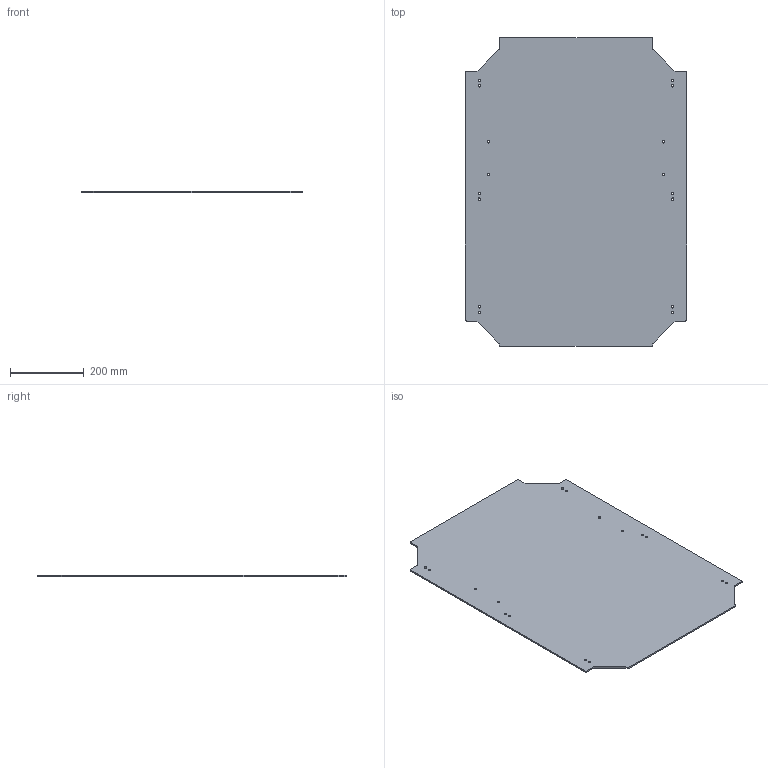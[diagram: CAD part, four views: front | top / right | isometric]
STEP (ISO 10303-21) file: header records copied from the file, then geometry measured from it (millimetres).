
FILE_DESCRIPTION(/* description */ (''),/* implementation_level */ '2;1');
FILE_NAME(/* name */ 'panel_vc32h_door_400_V01_20250804.step',/* time_stamp */ '2025-08-04T16:32:13+01:00',/* author */ (''),/* organization */ (''),/* preprocessor_version */ 'ST-DEVELOPER v20.1',/* originating_system */ 'Autodesk Translation Framework v14.10.0.0',/* authorisation */ '');
FILE_SCHEMA (('AUTOMOTIVE_DESIGN { 1 0 10303 214 3 1 1 }','INTEGRATED_CNC_SCHEMA'));
Length unit declared in the file: millimetre
Products named in the file (1): panel_vc32h_door_400
Bounding box: 600 x 836.5 x 4 mm (x, y, z)
Volume: 1918281.8 mm3; surface area: 971359.1 mm2
Topology: 1 solids, 1 shells, 50 faces, 144 edges, 96 vertices
Faces by surface type: cylinder 32, plane 18
Full cylindrical faces by diameter (mm): 6.6 x16
Entity records: 1776 total; most frequent: DIRECTION 310, CARTESIAN_POINT 291, ORIENTED_EDGE 288, EDGE_CURVE 144, AXIS2_PLACEMENT_3D 115, VERTEX_POINT 96, EDGE_LOOP 82, LINE 80
